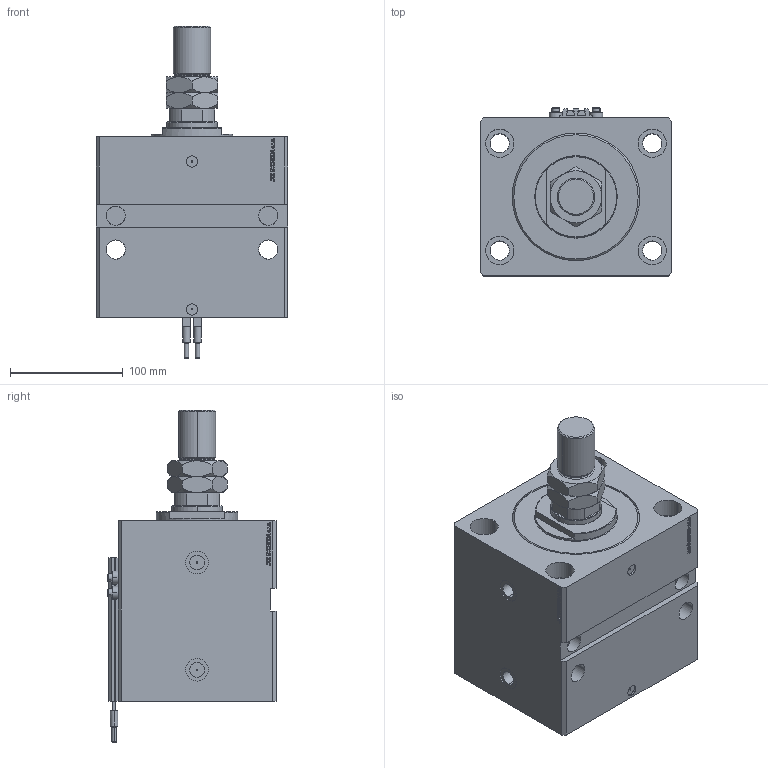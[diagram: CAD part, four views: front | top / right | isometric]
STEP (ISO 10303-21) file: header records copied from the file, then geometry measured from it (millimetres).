
FILE_DESCRIPTION (( 'STEP AP203' ), '1' );
FILE_NAME ('9683.STEP', '2023-10-07T19:29:12', ( '' ), ( '' ), 'SwSTEP 2.0', 'SolidWorks 2019', '' );
FILE_SCHEMA (( 'CONFIG_CONTROL_DESIGN' ));
Length unit declared in the file: millimetre
Products named in the file (7): MTA 65c28ecb4da28e606a67200c5797ed6d; V250CE_VC_E 65c28ecb4da28e606a67200c5797ed6d; 9683; SWITCH_V250CE 65c28ecb4da28e606a67200c5797ed6d; V250CE_C_VCP 65c28ecb4da28e606a67200c5797ed6d; V250CE_E_Body 65c28ecb4da28e606a67200c5797ed6d; ALLEN BOLT V250CE 65c28ecb4da28e606a67200c5797ed6d
Assembly tree (10 placements, depth 2):
  9683
    V250CE_E_Body 65c28ecb4da28e606a67200c5797ed6d
    ALLEN BOLT V250CE 65c28ecb4da28e606a67200c5797ed6d  x4
    V250CE_C_VCP 65c28ecb4da28e606a67200c5797ed6d
    V250CE_VC_E 65c28ecb4da28e606a67200c5797ed6d
    MTA 65c28ecb4da28e606a67200c5797ed6d
    SWITCH_V250CE 65c28ecb4da28e606a67200c5797ed6d  x2
Bounding box: 170 x 149 x 294 mm (x, y, z)
Volume: 3322702.4 mm3; surface area: 359412.6 mm2
Topology: 11 solids, 11 shells, 1224 faces, 3008 edges, 1929 vertices
Faces by surface type: plane 594, bspline 368, cylinder 154, cone 88, torus 20
Entity records: 51468 total; most frequent: CARTESIAN_POINT 26347, ORIENTED_EDGE 5598, DIRECTION 3793, EDGE_CURVE 2799, VERTEX_POINT 1815, LINE 1671, VECTOR 1671, EDGE_LOOP 1264
